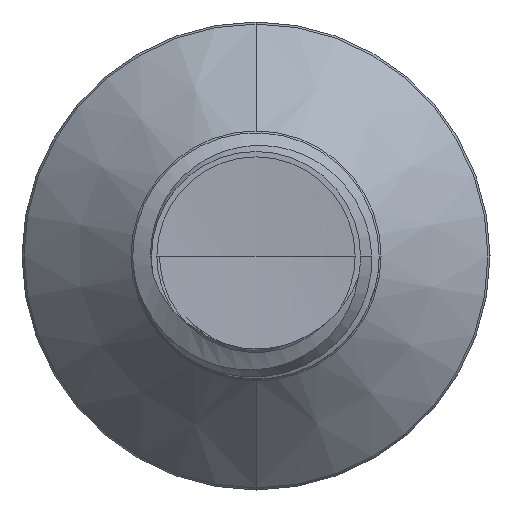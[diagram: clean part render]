
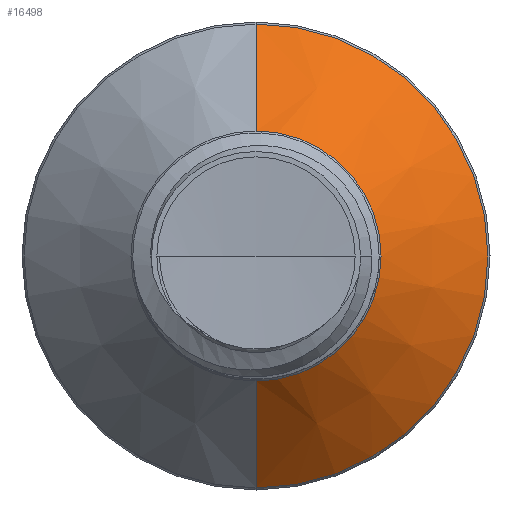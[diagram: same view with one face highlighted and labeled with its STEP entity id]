
A CAD part, front view. The second image highlights one B-rep face of the part: STEP entity #16498.
In plain terms, the highlighted conical face has half-angle 45 degrees and reference radius 1.016 mm.
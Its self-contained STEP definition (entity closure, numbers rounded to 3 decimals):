
#1060 = LINE ( 'NONE', #24919, #11029 ) ;
#1658 = CARTESIAN_POINT ( 'NONE',  ( 0., 5.546, 0. ) ) ;
#2705 = CARTESIAN_POINT ( 'NONE',  ( 0., 5.546, 1.016 ) ) ;
#2934 = ORIENTED_EDGE ( 'NONE', *, *, #3035, .T. ) ;
#3035 = EDGE_CURVE ( 'NONE', #7627, #14184, #1060, .T. ) ;
#3062 = VERTEX_POINT ( 'NONE', #3524 ) ;
#3524 = CARTESIAN_POINT ( 'NONE',  ( 0., 5.546, 1.016 ) ) ;
#5661 = CARTESIAN_POINT ( 'NONE',  ( 0., 6.414, -1.883 ) ) ;
#7627 = VERTEX_POINT ( 'NONE', #14822 ) ;
#7852 = FACE_OUTER_BOUND ( 'NONE', #12932, .T. ) ;
#8873 = VERTEX_POINT ( 'NONE', #24289 ) ;
#9822 = DIRECTION ( 'NONE',  ( 0., 1., 0. ) ) ;
#10015 = CARTESIAN_POINT ( 'NONE',  ( 0., 6.414, 0. ) ) ;
#10727 = DIRECTION ( 'NONE',  ( 0., 0.707, 0.707 ) ) ;
#11029 = VECTOR ( 'NONE', #11460, 1000. ) ;
#11236 = CIRCLE ( 'NONE', #15938, 1.016 ) ;
#11460 = DIRECTION ( 'NONE',  ( 0., 0.707, -0.707 ) ) ;
#11909 = EDGE_CURVE ( 'NONE', #8873, #14184, #17079, .T. ) ;
#12013 = DIRECTION ( 'NONE',  ( 0., 0., 1. ) ) ;
#12533 = CONICAL_SURFACE ( 'NONE', #21827, 1.016, 0.785 ) ;
#12932 = EDGE_LOOP ( 'NONE', ( #17806, #2934, #18659, #19258 ) ) ;
#14184 = VERTEX_POINT ( 'NONE', #5661 ) ;
#14822 = CARTESIAN_POINT ( 'NONE',  ( 0., 5.546, -1.016 ) ) ;
#15218 = VECTOR ( 'NONE', #10727, 1000. ) ;
#15400 = DIRECTION ( 'NONE',  ( 0., 1., 0. ) ) ;
#15493 = DIRECTION ( 'NONE',  ( 0., 0., 1. ) ) ;
#15938 = AXIS2_PLACEMENT_3D ( 'NONE', #21438, #9822, #23367 ) ;
#16498 = ADVANCED_FACE ( 'NONE', ( #7852 ), #12533, .T. ) ;
#17079 = CIRCLE ( 'NONE', #20828, 1.883 ) ;
#17806 = ORIENTED_EDGE ( 'NONE', *, *, #21110, .T. ) ;
#18659 = ORIENTED_EDGE ( 'NONE', *, *, #11909, .F. ) ;
#19205 = EDGE_CURVE ( 'NONE', #3062, #8873, #20360, .T. ) ;
#19258 = ORIENTED_EDGE ( 'NONE', *, *, #19205, .F. ) ;
#20360 = LINE ( 'NONE', #2705, #15218 ) ;
#20828 = AXIS2_PLACEMENT_3D ( 'NONE', #10015, #23547, #12013 ) ;
#21110 = EDGE_CURVE ( 'NONE', #3062, #7627, #11236, .T. ) ;
#21438 = CARTESIAN_POINT ( 'NONE',  ( 0., 5.546, 0. ) ) ;
#21827 = AXIS2_PLACEMENT_3D ( 'NONE', #1658, #15400, #15493 ) ;
#23367 = DIRECTION ( 'NONE',  ( 0., 0., 1. ) ) ;
#23547 = DIRECTION ( 'NONE',  ( 0., 1., 0. ) ) ;
#24289 = CARTESIAN_POINT ( 'NONE',  ( 0., 6.414, 1.883 ) ) ;
#24919 = CARTESIAN_POINT ( 'NONE',  ( 0., 5.546, -1.016 ) ) ;
